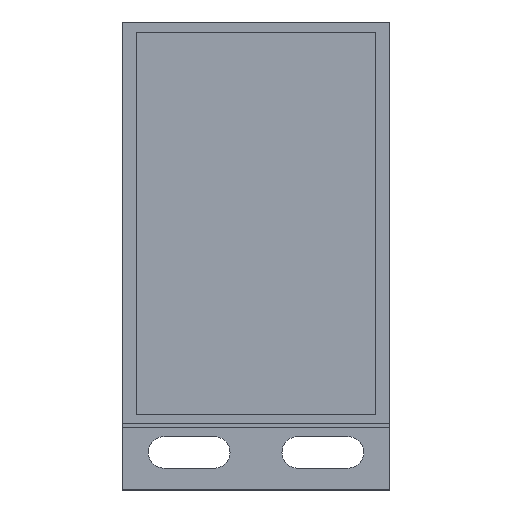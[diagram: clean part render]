
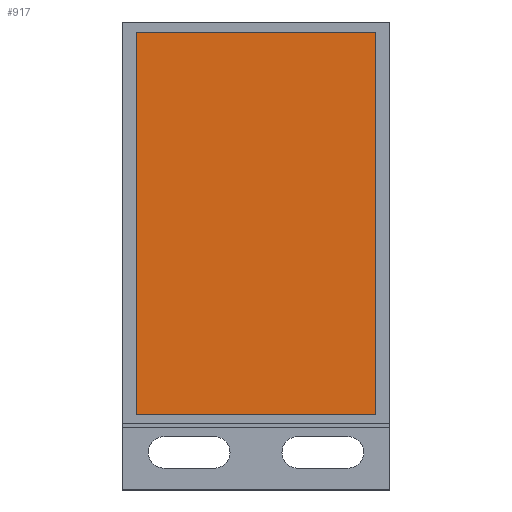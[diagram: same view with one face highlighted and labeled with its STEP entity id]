
A CAD part, top view. The second image highlights one B-rep face of the part: STEP entity #917.
In plain terms, the highlighted planar face has unit normal (0, 0, 1).
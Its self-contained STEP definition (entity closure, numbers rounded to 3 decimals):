
#257=DIRECTION('',(0.,1.,0.));
#258=VECTOR('',#257,45.8);
#259=CARTESIAN_POINT('',(-14.35,-19.,8.525));
#260=LINE('',#259,#258);
#261=DIRECTION('',(1.,0.,0.));
#262=VECTOR('',#261,28.7);
#263=CARTESIAN_POINT('',(-14.35,26.8,8.525));
#264=LINE('',#263,#262);
#265=DIRECTION('',(0.,-1.,0.));
#266=VECTOR('',#265,45.8);
#267=CARTESIAN_POINT('',(14.35,26.8,8.525));
#268=LINE('',#267,#266);
#269=DIRECTION('',(-1.,0.,0.));
#270=VECTOR('',#269,28.7);
#271=CARTESIAN_POINT('',(14.35,-19.,8.525));
#272=LINE('',#271,#270);
#413=CARTESIAN_POINT('',(-14.35,26.8,8.525));
#414=VERTEX_POINT('',#413);
#415=CARTESIAN_POINT('',(-14.35,-19.,8.525));
#416=VERTEX_POINT('',#415);
#417=CARTESIAN_POINT('',(14.35,26.8,8.525));
#418=VERTEX_POINT('',#417);
#419=CARTESIAN_POINT('',(14.35,-19.,8.525));
#420=VERTEX_POINT('',#419);
#906=CARTESIAN_POINT('',(0.,3.9,8.525));
#907=DIRECTION('',(0.,0.,1.));
#908=DIRECTION('',(1.,0.,0.));
#909=AXIS2_PLACEMENT_3D('',#906,#907,#908);
#910=PLANE('',#909);
#911=ORIENTED_EDGE('',*,*,#809,.T.);
#912=ORIENTED_EDGE('',*,*,#836,.T.);
#913=ORIENTED_EDGE('',*,*,#862,.T.);
#914=ORIENTED_EDGE('',*,*,#887,.T.);
#915=EDGE_LOOP('',(#911,#912,#913,#914));
#916=FACE_OUTER_BOUND('',#915,.F.);
#917=ADVANCED_FACE('',(#916),#910,.T.);
#809=EDGE_CURVE('',#416,#414,#260,.T.);
#836=EDGE_CURVE('',#414,#418,#264,.T.);
#862=EDGE_CURVE('',#418,#420,#268,.T.);
#887=EDGE_CURVE('',#420,#416,#272,.T.);
